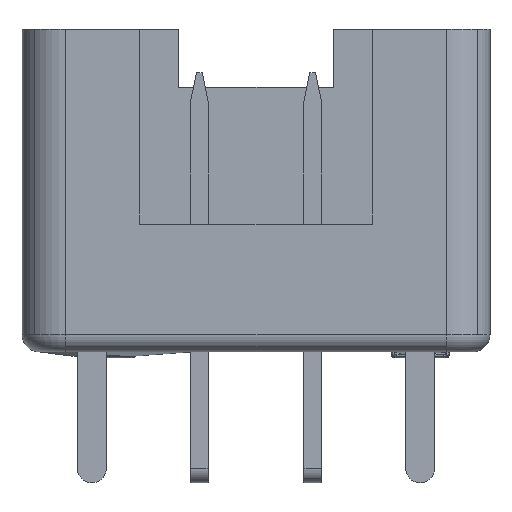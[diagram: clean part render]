
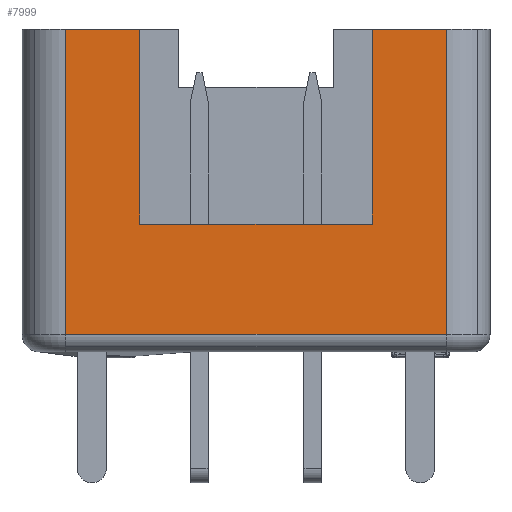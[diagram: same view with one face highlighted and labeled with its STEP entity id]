
A CAD part, front view. The second image highlights one B-rep face of the part: STEP entity #7999.
In plain terms, the highlighted planar face has unit normal (0, -1, 0).
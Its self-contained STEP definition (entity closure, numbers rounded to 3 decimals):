
#7977=AXIS2_PLACEMENT_3D('Plane Axis2P3D',#7974,#7975,#7976) ;
#4101=CARTESIAN_POINT('Vertex',(14.6,0.,0.6)) ;
#4159=CARTESIAN_POINT('Vertex',(1.5,0.,0.6)) ;
#6476=CARTESIAN_POINT('Vertex',(14.6,0.,11.1)) ;
#6479=CARTESIAN_POINT('Line Origine',(14.6,0.,0.)) ;
#6496=CARTESIAN_POINT('Line Origine',(4.025,0.,0.6)) ;
#6520=CARTESIAN_POINT('Line Origine',(1.5,0.,0.)) ;
#6524=CARTESIAN_POINT('Vertex',(1.5,0.,11.1)) ;
#7674=CARTESIAN_POINT('Vertex',(12.05,0.,4.4)) ;
#7716=CARTESIAN_POINT('Vertex',(4.05,0.,4.4)) ;
#7719=CARTESIAN_POINT('Line Origine',(8.05,0.,4.4)) ;
#7793=CARTESIAN_POINT('Line Origine',(2.775,0.,11.1)) ;
#7797=CARTESIAN_POINT('Vertex',(4.05,0.,11.1)) ;
#7934=CARTESIAN_POINT('Vertex',(12.05,0.,11.1)) ;
#7937=CARTESIAN_POINT('Line Origine',(13.325,0.,11.1)) ;
#7974=CARTESIAN_POINT('Axis2P3D Location',(0.,0.,0.)) ;
#7979=CARTESIAN_POINT('Line Origine',(12.05,0.,7.75)) ;
#7984=CARTESIAN_POINT('Line Origine',(4.05,0.,7.75)) ;
#6480=DIRECTION('Vector Direction',(0.,0.,1.)) ;
#6497=DIRECTION('Vector Direction',(1.,0.,0.)) ;
#6521=DIRECTION('Vector Direction',(0.,0.,1.)) ;
#7720=DIRECTION('Vector Direction',(-1.,0.,0.)) ;
#7794=DIRECTION('Vector Direction',(1.,0.,0.)) ;
#7938=DIRECTION('Vector Direction',(1.,0.,0.)) ;
#7975=DIRECTION('Axis2P3D Direction',(0.,-1.,0.)) ;
#7976=DIRECTION('Axis2P3D XDirection',(1.,0.,0.)) ;
#7980=DIRECTION('Vector Direction',(0.,0.,-1.)) ;
#7985=DIRECTION('Vector Direction',(0.,0.,1.)) ;
#6481=VECTOR('Line Direction',#6480,1.) ;
#6498=VECTOR('Line Direction',#6497,1.) ;
#6522=VECTOR('Line Direction',#6521,1.) ;
#7721=VECTOR('Line Direction',#7720,1.) ;
#7795=VECTOR('Line Direction',#7794,1.) ;
#7939=VECTOR('Line Direction',#7938,1.) ;
#7981=VECTOR('Line Direction',#7980,1.) ;
#7986=VECTOR('Line Direction',#7985,1.) ;
#7990=ORIENTED_EDGE('',*,*,#6500,.F.) ;
#7991=ORIENTED_EDGE('',*,*,#6483,.F.) ;
#7992=ORIENTED_EDGE('',*,*,#7941,.F.) ;
#7993=ORIENTED_EDGE('',*,*,#7983,.T.) ;
#7994=ORIENTED_EDGE('',*,*,#7723,.T.) ;
#7995=ORIENTED_EDGE('',*,*,#7988,.T.) ;
#7996=ORIENTED_EDGE('',*,*,#7799,.F.) ;
#7997=ORIENTED_EDGE('',*,*,#6526,.F.) ;
#7999=ADVANCED_FACE('Male Housing',(#7998),#7978,.T.) ;
#6483=EDGE_CURVE('',#6477,#4102,#6482,.F.) ;
#6500=EDGE_CURVE('',#4102,#4160,#6499,.F.) ;
#6526=EDGE_CURVE('',#4160,#6525,#6523,.T.) ;
#7723=EDGE_CURVE('',#7675,#7717,#7722,.T.) ;
#7799=EDGE_CURVE('',#6525,#7798,#7796,.T.) ;
#7941=EDGE_CURVE('',#7935,#6477,#7940,.T.) ;
#7983=EDGE_CURVE('',#7935,#7675,#7982,.T.) ;
#7988=EDGE_CURVE('',#7717,#7798,#7987,.T.) ;
#7989=EDGE_LOOP('',(#7990,#7991,#7992,#7993,#7994,#7995,#7996,#7997)) ;
#7998=FACE_OUTER_BOUND('',#7989,.T.) ;
#6482=LINE('Line',#6479,#6481) ;
#6499=LINE('Line',#6496,#6498) ;
#6523=LINE('Line',#6520,#6522) ;
#7722=LINE('Line',#7719,#7721) ;
#7796=LINE('Line',#7793,#7795) ;
#7940=LINE('Line',#7937,#7939) ;
#7982=LINE('Line',#7979,#7981) ;
#7987=LINE('Line',#7984,#7986) ;
#7978=PLANE('',#7977) ;
#4102=VERTEX_POINT('',#4101) ;
#4160=VERTEX_POINT('',#4159) ;
#6477=VERTEX_POINT('',#6476) ;
#6525=VERTEX_POINT('',#6524) ;
#7675=VERTEX_POINT('',#7674) ;
#7717=VERTEX_POINT('',#7716) ;
#7798=VERTEX_POINT('',#7797) ;
#7935=VERTEX_POINT('',#7934) ;
